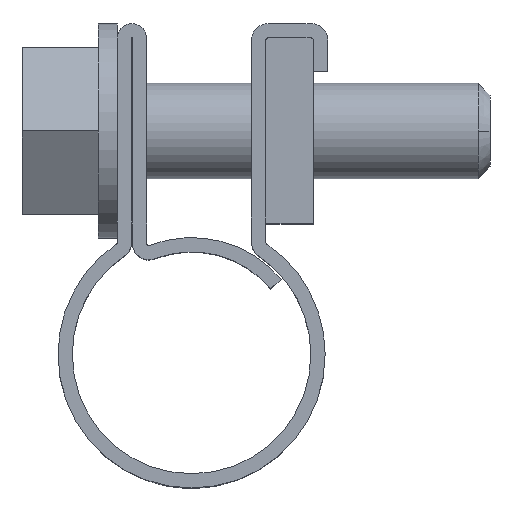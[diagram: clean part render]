
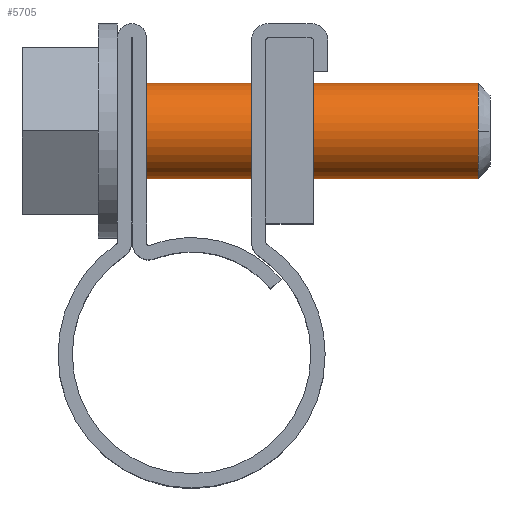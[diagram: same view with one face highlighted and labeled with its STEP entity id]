
A CAD part, top view. The second image highlights one B-rep face of the part: STEP entity #5705.
In plain terms, the highlighted cylindrical face has radius 2 mm (diameter 4 mm), a partial arc.
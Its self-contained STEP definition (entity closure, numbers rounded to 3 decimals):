
#37 = CIRCLE ( 'NONE', #702, 2. ) ;
#380 = DIRECTION ( 'NONE',  ( -1., 0., 0. ) ) ;
#695 = EDGE_CURVE ( 'NONE', #5546, #2930, #4784, .T. ) ;
#702 = AXIS2_PLACEMENT_3D ( 'NONE', #2495, #2944, #3018 ) ;
#751 = EDGE_CURVE ( 'NONE', #3680, #3755, #37, .T. ) ;
#773 = CARTESIAN_POINT ( 'NONE',  ( 12.01, 9.37, 2. ) ) ;
#780 = DIRECTION ( 'NONE',  ( -1., 0., 0. ) ) ;
#844 = DIRECTION ( 'NONE',  ( -1., 0., 0. ) ) ;
#901 = EDGE_CURVE ( 'NONE', #2930, #2059, #4029, .T. ) ;
#1045 = CARTESIAN_POINT ( 'NONE',  ( 12.01, 9.37, 0. ) ) ;
#1283 = ORIENTED_EDGE ( 'NONE', *, *, #901, .T. ) ;
#1381 = CARTESIAN_POINT ( 'NONE',  ( 12.01, 9.37, 0. ) ) ;
#1491 = AXIS2_PLACEMENT_3D ( 'NONE', #1045, #4218, #4668 ) ;
#1748 = CARTESIAN_POINT ( 'NONE',  ( 12.01, 7.37, 0. ) ) ;
#1757 = CARTESIAN_POINT ( 'NONE',  ( 12.01, 11.37, 0. ) ) ;
#2059 = VERTEX_POINT ( 'NONE', #1757 ) ;
#2307 = DIRECTION ( 'NONE',  ( -1., 0., 0. ) ) ;
#2365 = AXIS2_PLACEMENT_3D ( 'NONE', #1381, #380, #5615 ) ;
#2495 = CARTESIAN_POINT ( 'NONE',  ( -3.11, 9.37, 0. ) ) ;
#2930 = VERTEX_POINT ( 'NONE', #773 ) ;
#2944 = DIRECTION ( 'NONE',  ( -1., 0., 0. ) ) ;
#2989 = CYLINDRICAL_SURFACE ( 'NONE', #6262, 2. ) ;
#3018 = DIRECTION ( 'NONE',  ( 0., -1., 0. ) ) ;
#3274 = ORIENTED_EDGE ( 'NONE', *, *, #751, .F. ) ;
#3680 = VERTEX_POINT ( 'NONE', #5899 ) ;
#3740 = ORIENTED_EDGE ( 'NONE', *, *, #695, .T. ) ;
#3755 = VERTEX_POINT ( 'NONE', #6002 ) ;
#4029 = CIRCLE ( 'NONE', #1491, 2. ) ;
#4218 = DIRECTION ( 'NONE',  ( -1., 0., 0. ) ) ;
#4382 = CARTESIAN_POINT ( 'NONE',  ( 12.51, 11.37, 0. ) ) ;
#4418 = LINE ( 'NONE', #4382, #4937 ) ;
#4513 = FACE_OUTER_BOUND ( 'NONE', #6128, .T. ) ;
#4668 = DIRECTION ( 'NONE',  ( 0., 0., 1. ) ) ;
#4784 = CIRCLE ( 'NONE', #2365, 2. ) ;
#4786 = LINE ( 'NONE', #6384, #5715 ) ;
#4937 = VECTOR ( 'NONE', #780, 1000. ) ;
#5031 = DIRECTION ( 'NONE',  ( 0., -1., 0. ) ) ;
#5484 = CARTESIAN_POINT ( 'NONE',  ( 12.51, 9.37, 0. ) ) ;
#5546 = VERTEX_POINT ( 'NONE', #1748 ) ;
#5615 = DIRECTION ( 'NONE',  ( 0., 0., 1. ) ) ;
#5630 = EDGE_CURVE ( 'NONE', #5546, #3680, #4786, .T. ) ;
#5636 = ORIENTED_EDGE ( 'NONE', *, *, #6336, .T. ) ;
#5705 = ADVANCED_FACE ( 'NONE', ( #4513 ), #2989, .T. ) ;
#5715 = VECTOR ( 'NONE', #2307, 1000. ) ;
#5899 = CARTESIAN_POINT ( 'NONE',  ( -3.11, 7.37, 0. ) ) ;
#6002 = CARTESIAN_POINT ( 'NONE',  ( -3.11, 11.37, 0. ) ) ;
#6082 = ORIENTED_EDGE ( 'NONE', *, *, #5630, .F. ) ;
#6128 = EDGE_LOOP ( 'NONE', ( #3740, #1283, #5636, #3274, #6082 ) ) ;
#6262 = AXIS2_PLACEMENT_3D ( 'NONE', #5484, #844, #5031 ) ;
#6336 = EDGE_CURVE ( 'NONE', #2059, #3755, #4418, .T. ) ;
#6384 = CARTESIAN_POINT ( 'NONE',  ( 12.51, 7.37, 0. ) ) ;
